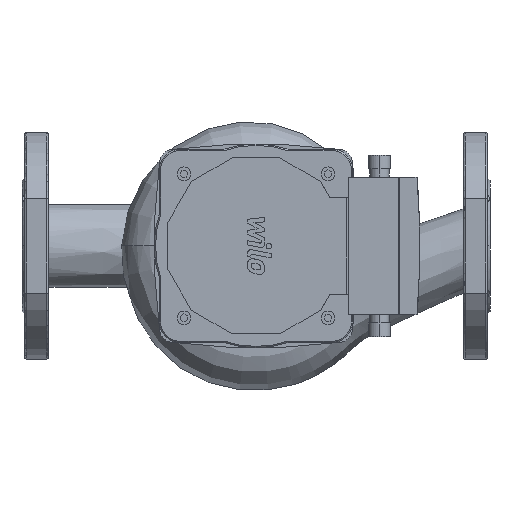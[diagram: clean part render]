
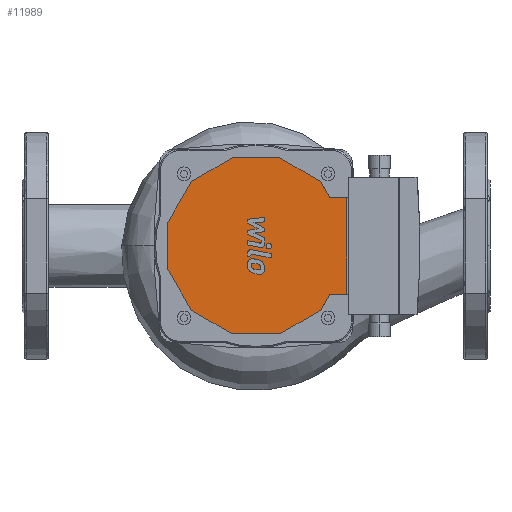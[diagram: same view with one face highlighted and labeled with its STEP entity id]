
A CAD part, front view. The second image highlights one B-rep face of the part: STEP entity #11989.
In plain terms, the highlighted planar face has unit normal (0, -1, 0).
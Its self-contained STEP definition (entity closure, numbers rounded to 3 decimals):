
#11489=CARTESIAN_POINT('',(152.851,-242.0,-64.));
#11490=VERTEX_POINT('',#11489);
#11497=CARTESIAN_POINT('',(123.149,-242.0,-46.851));
#11498=VERTEX_POINT('',#11497);
#11499=CARTESIAN_POINT('',(123.149,-242.0,-46.851));
#11500=DIRECTION('',(0.866,0.0,-0.5));
#11501=VECTOR('',#11500,34.297);
#11502=LINE('',#11499,#11501);
#11503=EDGE_CURVE('',#11498,#11490,#11502,.T.);
#11520=CARTESIAN_POINT('',(187.149,-242.0,-64.));
#11521=VERTEX_POINT('',#11520);
#11528=CARTESIAN_POINT('',(152.851,-242.0,-64.));
#11529=DIRECTION('',(1.0,0.0,0.0));
#11530=VECTOR('',#11529,34.297);
#11531=LINE('',#11528,#11530);
#11532=EDGE_CURVE('',#11490,#11521,#11531,.T.);
#11544=CARTESIAN_POINT('',(216.851,-242.0,-46.851));
#11545=VERTEX_POINT('',#11544);
#11552=CARTESIAN_POINT('',(187.149,-242.0,-64.));
#11553=DIRECTION('',(0.866,0.0,0.5));
#11554=VECTOR('',#11553,34.297);
#11555=LINE('',#11552,#11554);
#11556=EDGE_CURVE('',#11521,#11545,#11555,.T.);
#11584=CARTESIAN_POINT('',(223.578,-242.0,-35.2));
#11585=VERTEX_POINT('',#11584);
#11592=CARTESIAN_POINT('',(216.851,-242.0,-46.851));
#11593=DIRECTION('',(0.5,0.0,0.866));
#11594=VECTOR('',#11593,13.454);
#11595=LINE('',#11592,#11594);
#11596=EDGE_CURVE('',#11545,#11585,#11595,.T.);
#11632=CARTESIAN_POINT('',(216.851,-242.0,46.851));
#11633=VERTEX_POINT('',#11632);
#11640=CARTESIAN_POINT('',(223.578,-242.0,35.2));
#11641=VERTEX_POINT('',#11640);
#11642=CARTESIAN_POINT('',(223.578,-242.0,35.2));
#11643=DIRECTION('',(-0.5,0.0,0.866));
#11644=VECTOR('',#11643,13.454);
#11645=LINE('',#11642,#11644);
#11646=EDGE_CURVE('',#11641,#11633,#11645,.T.);
#11752=CARTESIAN_POINT('',(236.0,-242.0,-35.2));
#11753=VERTEX_POINT('',#11752);
#11760=CARTESIAN_POINT('',(223.578,-242.0,-35.2));
#11761=DIRECTION('',(1.0,0.0,0.0));
#11762=VECTOR('',#11761,12.422);
#11763=LINE('',#11760,#11762);
#11764=EDGE_CURVE('',#11585,#11753,#11763,.T.);
#11794=CARTESIAN_POINT('',(236.0,-242.0,35.2));
#11795=VERTEX_POINT('',#11794);
#11796=CARTESIAN_POINT('',(223.578,-242.0,35.2));
#11797=DIRECTION('',(1.0,0.0,0.0));
#11798=VECTOR('',#11797,12.422);
#11799=LINE('',#11796,#11798);
#11800=EDGE_CURVE('',#11641,#11795,#11799,.T.);
#11821=CARTESIAN_POINT('',(236.0,-242.0,-35.2));
#11822=DIRECTION('',(0.0,0.0,1.0));
#11823=VECTOR('',#11822,70.4);
#11824=LINE('',#11821,#11823);
#11825=EDGE_CURVE('',#11753,#11795,#11824,.T.);
#11836=CARTESIAN_POINT('',(187.149,-242.0,64.));
#11837=VERTEX_POINT('',#11836);
#11844=CARTESIAN_POINT('',(216.851,-242.0,46.851));
#11845=DIRECTION('',(-0.866,0.0,0.5));
#11846=VECTOR('',#11845,34.297);
#11847=LINE('',#11844,#11846);
#11848=EDGE_CURVE('',#11633,#11837,#11847,.T.);
#11860=CARTESIAN_POINT('',(152.851,-242.0,64.));
#11861=VERTEX_POINT('',#11860);
#11868=CARTESIAN_POINT('',(187.149,-242.0,64.));
#11869=DIRECTION('',(-1.0,0.0,0.0));
#11870=VECTOR('',#11869,34.297);
#11871=LINE('',#11868,#11870);
#11872=EDGE_CURVE('',#11837,#11861,#11871,.T.);
#11884=CARTESIAN_POINT('',(123.149,-242.0,46.851));
#11885=VERTEX_POINT('',#11884);
#11892=CARTESIAN_POINT('',(152.851,-242.0,64.));
#11893=DIRECTION('',(-0.866,0.0,-0.5));
#11894=VECTOR('',#11893,34.297);
#11895=LINE('',#11892,#11894);
#11896=EDGE_CURVE('',#11861,#11885,#11895,.T.);
#11908=CARTESIAN_POINT('',(106.,-242.0,17.149));
#11909=VERTEX_POINT('',#11908);
#11916=CARTESIAN_POINT('',(123.149,-242.0,46.851));
#11917=DIRECTION('',(-0.5,0.0,-0.866));
#11918=VECTOR('',#11917,34.297);
#11919=LINE('',#11916,#11918);
#11920=EDGE_CURVE('',#11885,#11909,#11919,.T.);
#11932=CARTESIAN_POINT('',(106.,-242.0,-17.149));
#11933=VERTEX_POINT('',#11932);
#11940=CARTESIAN_POINT('',(106.,-242.0,17.149));
#11941=DIRECTION('',(0.0,0.0,-1.0));
#11942=VECTOR('',#11941,34.297);
#11943=LINE('',#11940,#11942);
#11944=EDGE_CURVE('',#11909,#11933,#11943,.T.);
#11957=CARTESIAN_POINT('',(106.,-242.0,-17.149));
#11958=DIRECTION('',(0.5,0.0,-0.866));
#11959=VECTOR('',#11958,34.297);
#11960=LINE('',#11957,#11959);
#11961=EDGE_CURVE('',#11933,#11498,#11960,.T.);
#11968=CARTESIAN_POINT('',(170.,-242.0,0.));
#11969=DIRECTION('',(0.0,1.0,0.0));
#11970=DIRECTION('',(0.0,0.0,1.0));
#11971=AXIS2_PLACEMENT_3D('',#11968,#11969,#11970);
#11972=PLANE('',#11971);
#11973=ORIENTED_EDGE('',*,*,#11646,.T.);
#11974=ORIENTED_EDGE('',*,*,#11848,.T.);
#11975=ORIENTED_EDGE('',*,*,#11872,.T.);
#11976=ORIENTED_EDGE('',*,*,#11896,.T.);
#11977=ORIENTED_EDGE('',*,*,#11920,.T.);
#11978=ORIENTED_EDGE('',*,*,#11944,.T.);
#11979=ORIENTED_EDGE('',*,*,#11961,.T.);
#11980=ORIENTED_EDGE('',*,*,#11503,.T.);
#11981=ORIENTED_EDGE('',*,*,#11532,.T.);
#11982=ORIENTED_EDGE('',*,*,#11556,.T.);
#11983=ORIENTED_EDGE('',*,*,#11596,.T.);
#11984=ORIENTED_EDGE('',*,*,#11764,.T.);
#11985=ORIENTED_EDGE('',*,*,#11825,.T.);
#11986=ORIENTED_EDGE('',*,*,#11800,.F.);
#11987=EDGE_LOOP('',(#11973,#11974,#11975,#11976,#11977,#11978,#11979,#11980,#11981,#11982,#11983,#11984,#11985,#11986));
#11988=FACE_OUTER_BOUND('',#11987,.T.);
#11989=ADVANCED_FACE('',(#11988),#11972,.F.);
